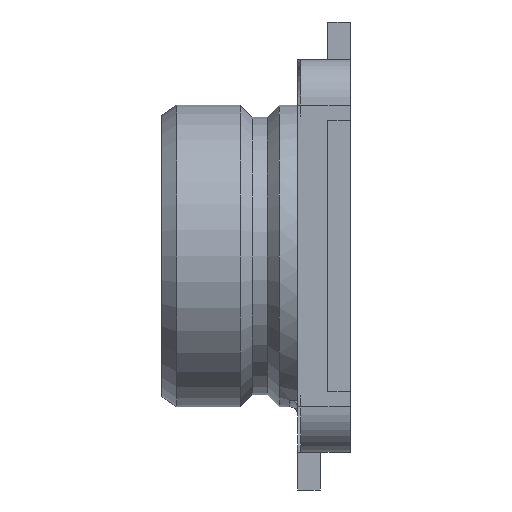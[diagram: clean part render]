
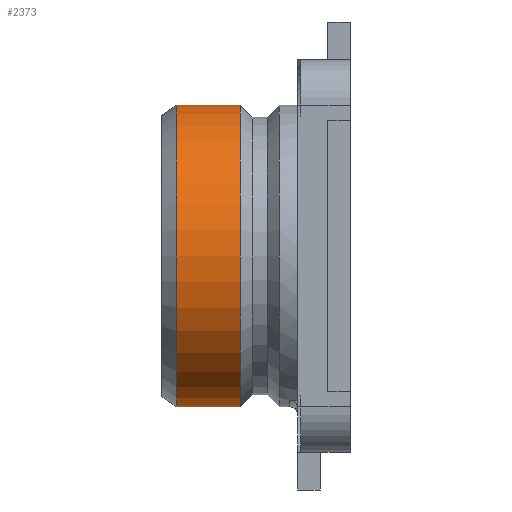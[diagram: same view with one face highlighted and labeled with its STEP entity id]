
A CAD part, left-side view. The second image highlights one B-rep face of the part: STEP entity #2373.
In plain terms, the highlighted cylindrical face has radius 1 mm (diameter 2 mm), a partial arc.
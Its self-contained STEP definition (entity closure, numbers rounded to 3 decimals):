
#22 = CIRCLE ( 'NONE', #1671, 1. ) ;
#36 = DIRECTION ( 'NONE',  ( 0., 1., 0. ) ) ;
#113 = DIRECTION ( 'NONE',  ( 0., 0., -1. ) ) ;
#155 = VERTEX_POINT ( 'NONE', #618 ) ;
#171 = DIRECTION ( 'NONE',  ( 0., 0., -1. ) ) ;
#192 = VECTOR ( 'NONE', #36, 1000. ) ;
#241 = AXIS2_PLACEMENT_3D ( 'NONE', #1285, #1275, #113 ) ;
#267 = VECTOR ( 'NONE', #683, 1000. ) ;
#351 = ORIENTED_EDGE ( 'NONE', *, *, #1647, .T. ) ;
#449 = ORIENTED_EDGE ( 'NONE', *, *, #1990, .T. ) ;
#474 = AXIS2_PLACEMENT_3D ( 'NONE', #774, #1313, #2328 ) ;
#618 = CARTESIAN_POINT ( 'NONE',  ( 0., 0.73, 1. ) ) ;
#632 = EDGE_LOOP ( 'NONE', ( #449, #1213, #1017, #351 ) ) ;
#683 = DIRECTION ( 'NONE',  ( 0., -1., 0. ) ) ;
#774 = CARTESIAN_POINT ( 'NONE',  ( 0., 1.15, 0. ) ) ;
#909 = EDGE_CURVE ( 'NONE', #1801, #2396, #1836, .T. ) ;
#1017 = ORIENTED_EDGE ( 'NONE', *, *, #1316, .F. ) ;
#1177 = CARTESIAN_POINT ( 'NONE',  ( 0., 0.35, 1. ) ) ;
#1213 = ORIENTED_EDGE ( 'NONE', *, *, #909, .T. ) ;
#1275 = DIRECTION ( 'NONE',  ( 0., -1., 0. ) ) ;
#1285 = CARTESIAN_POINT ( 'NONE',  ( 0., 5.328, 0. ) ) ;
#1313 = DIRECTION ( 'NONE',  ( 0., -1., 0. ) ) ;
#1316 = EDGE_CURVE ( 'NONE', #155, #2396, #22, .T. ) ;
#1346 = CARTESIAN_POINT ( 'NONE',  ( 0., 0.73, 0. ) ) ;
#1448 = CYLINDRICAL_SURFACE ( 'NONE', #241, 1. ) ;
#1517 = FACE_OUTER_BOUND ( 'NONE', #632, .T. ) ;
#1558 = DIRECTION ( 'NONE',  ( 0., -1., 0. ) ) ;
#1647 = EDGE_CURVE ( 'NONE', #155, #1774, #1757, .T. ) ;
#1671 = AXIS2_PLACEMENT_3D ( 'NONE', #1346, #1558, #171 ) ;
#1728 = CARTESIAN_POINT ( 'NONE',  ( 0., 0.73, -1. ) ) ;
#1757 = LINE ( 'NONE', #1177, #192 ) ;
#1774 = VERTEX_POINT ( 'NONE', #2473 ) ;
#1801 = VERTEX_POINT ( 'NONE', #2458 ) ;
#1836 = LINE ( 'NONE', #2491, #267 ) ;
#1990 = EDGE_CURVE ( 'NONE', #1774, #1801, #2466, .T. ) ;
#2328 = DIRECTION ( 'NONE',  ( 0., 0., 1. ) ) ;
#2373 = ADVANCED_FACE ( 'NONE', ( #1517 ), #1448, .T. ) ;
#2396 = VERTEX_POINT ( 'NONE', #1728 ) ;
#2458 = CARTESIAN_POINT ( 'NONE',  ( 0., 1.15, -1. ) ) ;
#2466 = CIRCLE ( 'NONE', #474, 1. ) ;
#2473 = CARTESIAN_POINT ( 'NONE',  ( 0., 1.15, 1. ) ) ;
#2491 = CARTESIAN_POINT ( 'NONE',  ( 0., 5.328, -1. ) ) ;
